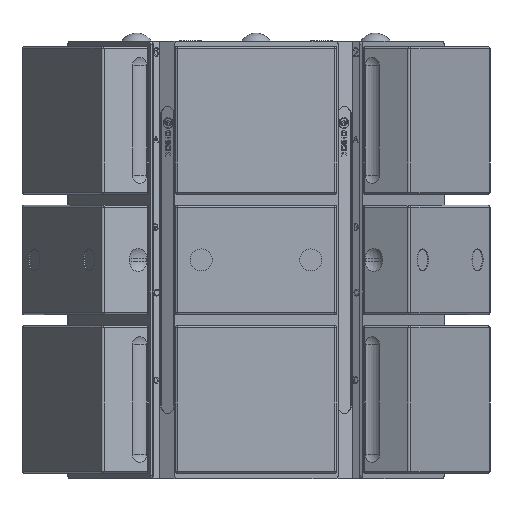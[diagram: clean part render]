
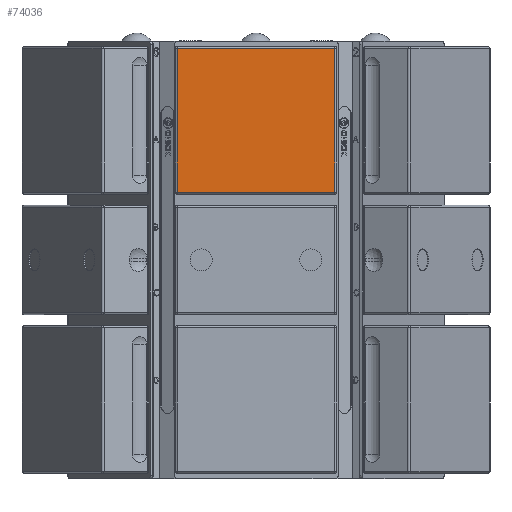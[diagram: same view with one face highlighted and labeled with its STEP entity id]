
A CAD part, front view. The second image highlights one B-rep face of the part: STEP entity #74036.
In plain terms, the highlighted face is planar.
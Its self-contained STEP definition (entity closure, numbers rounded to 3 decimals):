
#73348=CARTESIAN_POINT('',(65.5,50.0,-72.0));
#73349=VERTEX_POINT('',#73348);
#73385=CARTESIAN_POINT('',(65.5,50.0,72.0));
#73386=VERTEX_POINT('',#73385);
#73453=CARTESIAN_POINT('',(-65.5,50.0,-72.0));
#73454=VERTEX_POINT('',#73453);
#73488=CARTESIAN_POINT('',(-65.5,50.0,72.0));
#73489=VERTEX_POINT('',#73488);
#73790=CARTESIAN_POINT('',(65.5,50.0,72.0));
#73791=DIRECTION('',(-1.0,0.0,0.0));
#73792=VECTOR('',#73791,131.0);
#73793=LINE('',#73790,#73792);
#73794=EDGE_CURVE('',#73386,#73489,#73793,.T.);
#73812=CARTESIAN_POINT('',(-65.5,50.0,72.0));
#73813=DIRECTION('',(0.0,0.0,-1.0));
#73814=VECTOR('',#73813,144.0);
#73815=LINE('',#73812,#73814);
#73816=EDGE_CURVE('',#73489,#73454,#73815,.T.);
#73834=CARTESIAN_POINT('',(-65.5,50.0,-72.0));
#73835=DIRECTION('',(1.0,0.0,0.0));
#73836=VECTOR('',#73835,131.0);
#73837=LINE('',#73834,#73836);
#73838=EDGE_CURVE('',#73454,#73349,#73837,.T.);
#73878=CARTESIAN_POINT('',(65.5,50.0,-72.));
#73879=DIRECTION('',(0.0,0.0,1.0));
#73880=VECTOR('',#73879,144.0);
#73881=LINE('',#73878,#73880);
#73882=EDGE_CURVE('',#73349,#73386,#73881,.T.);
#74025=CARTESIAN_POINT('',(0.,50.0,0.));
#74026=DIRECTION('',(0.0,1.0,0.0));
#74027=DIRECTION('',(0.0,0.0,1.0));
#74028=AXIS2_PLACEMENT_3D('',#74025,#74026,#74027);
#74029=PLANE('',#74028);
#74030=ORIENTED_EDGE('',*,*,#73794,.F.);
#74031=ORIENTED_EDGE('',*,*,#73882,.F.);
#74032=ORIENTED_EDGE('',*,*,#73838,.F.);
#74033=ORIENTED_EDGE('',*,*,#73816,.F.);
#74034=EDGE_LOOP('',(#74030,#74031,#74032,#74033));
#74035=FACE_OUTER_BOUND('',#74034,.T.);
#74036=ADVANCED_FACE('',(#74035),#74029,.T.);
